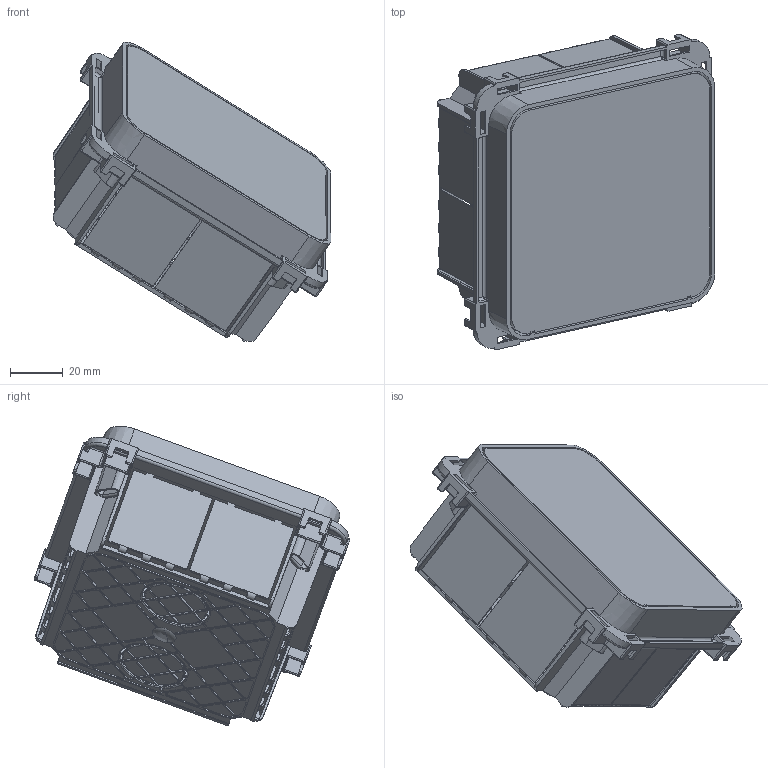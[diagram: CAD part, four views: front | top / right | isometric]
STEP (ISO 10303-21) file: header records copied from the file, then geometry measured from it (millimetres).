
FILE_DESCRIPTION(('CATIA V5 STEP Exchange'),'2;1');
FILE_NAME('BL01P.stp','2023-09-25T09:59:56+00:00',('none'),('none'),'CATIA Version 5-6 Release 2016 SP6','CATIA V5 STEP AP203','none');
FILE_SCHEMA(('CONFIG_CONTROL_DESIGN'));
Products named in the file (1): BL01P
Assembly tree (3 placements, depth 2):
  BL01P
    #57
    #101
    #85402
Bounding box: 105.84 x 120.23 x 114.12 mm (x, y, z)
Volume: 57751.3 mm3; surface area: 85392.3 mm2
Topology: 2 solids, 2 shells, 2467 faces, 7074 edges, 4602 vertices
Faces by surface type: plane 1496, cylinder 682, torus 108, cone 80, bspline 72, extrusion 13, sphere 12, revolution 4
Entity records: 85692 total; most frequent: CARTESIAN_POINT 28047, ORIENTED_EDGE 14088, DIRECTION 8513, EDGE_CURVE 7044, VERTEX_POINT 4598, VECTOR 4323, LINE 4310, EDGE_LOOP 2588
